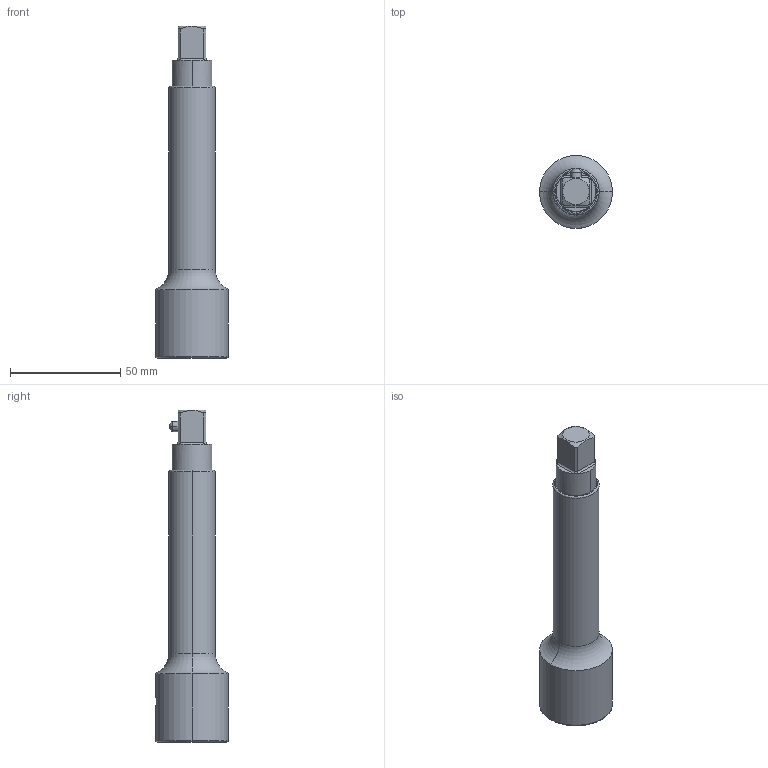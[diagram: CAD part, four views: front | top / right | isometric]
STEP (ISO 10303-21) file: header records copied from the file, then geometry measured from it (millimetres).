
FILE_DESCRIPTION((''),'2;1');
FILE_NAME('4027133474_ASM','2023-08-22T12:23:12',('A00565553'),(''),'CREO PARAMETRIC BY PTC INC, 2022414','CREO PARAMETRIC BY PTC INC, 2022414','');
FILE_SCHEMA(('CONFIG_CONTROL_DESIGN','GEOMETRIC_VALIDATION_PROPERTIES_MIM'));
Length unit declared in the file: millimetre
Products named in the file (3): 4027133494; 4027299523; 4027133474_ASM
Assembly tree (2 placements, depth 2):
  4027133474_ASM
    4027133494
    4027299523
Bounding box: 33 x 33 x 150.3 mm (x, y, z)
Volume: 55230.5 mm3; surface area: 30762.6 mm2
Topology: 2 solids, 3 shells, 101 faces, 242 edges, 145 vertices
Faces by surface type: cylinder 46, torus 21, plane 20, cone 12, bspline 2
Entity records: 4301 total; most frequent: CARTESIAN_POINT 881, DIRECTION 528, ORIENTED_EDGE 480, PRESENTATION_STYLE_ASSIGNMENT 251, STYLED_ITEM 243, CURVE_STYLE 240, EDGE_CURVE 240, AXIS2_PLACEMENT_3D 226
